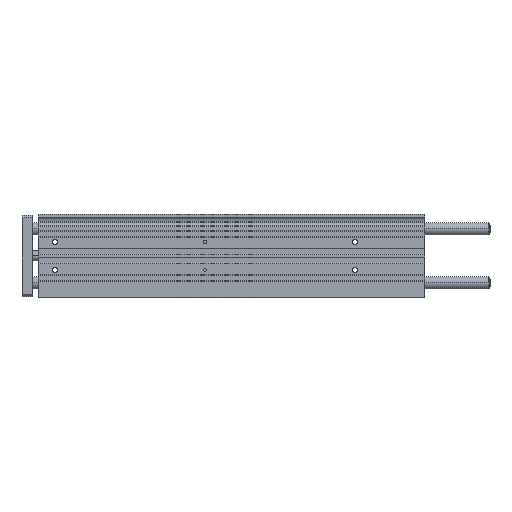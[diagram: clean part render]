
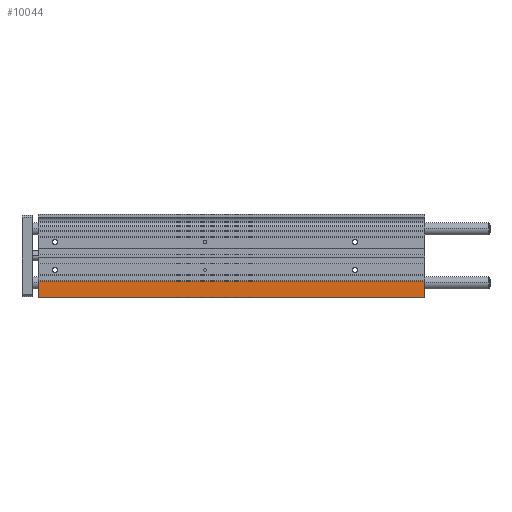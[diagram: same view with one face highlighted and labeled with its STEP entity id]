
A CAD part, top view. The second image highlights one B-rep face of the part: STEP entity #10044.
In plain terms, the highlighted planar face has unit normal (0, 0, 1).
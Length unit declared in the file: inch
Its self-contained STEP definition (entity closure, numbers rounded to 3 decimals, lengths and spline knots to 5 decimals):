
#296 = VERTEX_POINT ( 'NONE', #8172 ) ;
#908 = ORIENTED_EDGE ( 'NONE', *, *, #3043, .F. ) ;
#1006 = LINE ( 'NONE', #9922, #1261 ) ;
#1058 = LINE ( 'NONE', #2394, #2303 ) ;
#1184 = EDGE_LOOP ( 'NONE', ( #8553, #908, #1722, #10365 ) ) ;
#1261 = VECTOR ( 'NONE', #10243, 39.37008 ) ;
#1322 = VECTOR ( 'NONE', #9692, 39.37008 ) ;
#1376 = VERTEX_POINT ( 'NONE', #1789 ) ;
#1722 = ORIENTED_EDGE ( 'NONE', *, *, #5044, .F. ) ;
#1789 = CARTESIAN_POINT ( 'NONE',  ( 15.23622, -1.63386, 0.70866 ) ) ;
#1991 = CARTESIAN_POINT ( 'NONE',  ( 15.23622, -0.99213, 0.70866 ) ) ;
#2303 = VECTOR ( 'NONE', #4347, 39.37008 ) ;
#2394 = CARTESIAN_POINT ( 'NONE',  ( 0., -0.99213, 0.70866 ) ) ;
#2408 = VERTEX_POINT ( 'NONE', #7141 ) ;
#2743 = LINE ( 'NONE', #6368, #4368 ) ;
#2969 = CARTESIAN_POINT ( 'NONE',  ( 15.23622, -0.99213, 0.70866 ) ) ;
#3043 = EDGE_CURVE ( 'NONE', #1376, #2408, #1006, .T. ) ;
#3162 = EDGE_CURVE ( 'NONE', #296, #2408, #1058, .T. ) ;
#3254 = VERTEX_POINT ( 'NONE', #2969 ) ;
#3287 = FACE_OUTER_BOUND ( 'NONE', #1184, .T. ) ;
#3598 = AXIS2_PLACEMENT_3D ( 'NONE', #4004, #5841, #4169 ) ;
#4004 = CARTESIAN_POINT ( 'NONE',  ( 15.23622, -0.99213, 0.70866 ) ) ;
#4169 = DIRECTION ( 'NONE',  ( 0., -1., 0. ) ) ;
#4347 = DIRECTION ( 'NONE',  ( 0., -1., 0. ) ) ;
#4368 = VECTOR ( 'NONE', #6877, 39.37008 ) ;
#5044 = EDGE_CURVE ( 'NONE', #3254, #1376, #2743, .T. ) ;
#5841 = DIRECTION ( 'NONE',  ( 0., 0., -1. ) ) ;
#6368 = CARTESIAN_POINT ( 'NONE',  ( 15.23622, -0.99213, 0.70866 ) ) ;
#6877 = DIRECTION ( 'NONE',  ( 0., -1., 0. ) ) ;
#7141 = CARTESIAN_POINT ( 'NONE',  ( 0., -1.63386, 0.70866 ) ) ;
#7535 = PLANE ( 'NONE',  #3598 ) ;
#8172 = CARTESIAN_POINT ( 'NONE',  ( 0., -0.99213, 0.70866 ) ) ;
#8553 = ORIENTED_EDGE ( 'NONE', *, *, #3162, .T. ) ;
#8605 = EDGE_CURVE ( 'NONE', #3254, #296, #9530, .T. ) ;
#9530 = LINE ( 'NONE', #1991, #1322 ) ;
#9692 = DIRECTION ( 'NONE',  ( -1., 0., 0. ) ) ;
#9922 = CARTESIAN_POINT ( 'NONE',  ( 15.23622, -1.63386, 0.70866 ) ) ;
#10044 = ADVANCED_FACE ( 'NONE', ( #3287 ), #7535, .F. ) ;
#10243 = DIRECTION ( 'NONE',  ( -1., 0., 0. ) ) ;
#10365 = ORIENTED_EDGE ( 'NONE', *, *, #8605, .T. ) ;
